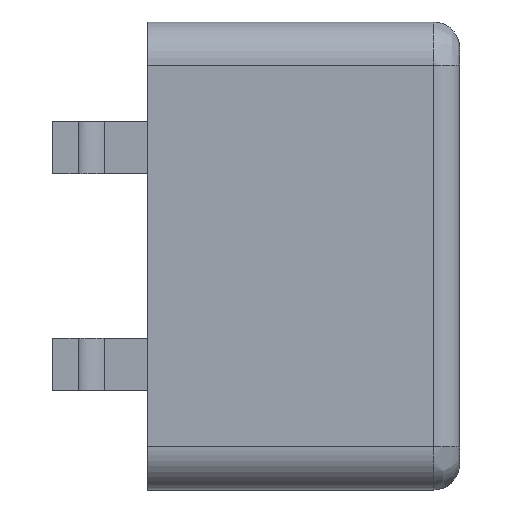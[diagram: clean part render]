
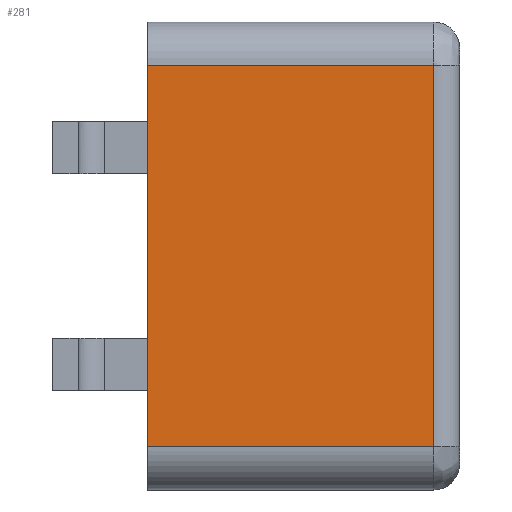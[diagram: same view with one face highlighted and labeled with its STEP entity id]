
A CAD part, left-side view. The second image highlights one B-rep face of the part: STEP entity #281.
In plain terms, the highlighted free-form (B-spline) face has degree [1, 1] with [2, 2] control points.
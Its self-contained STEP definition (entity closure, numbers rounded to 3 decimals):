
#281 = ADVANCED_FACE('',(#282),#312,.F.);
#282 = FACE_BOUND('',#283,.T.);
#283 = EDGE_LOOP('',(#284,#293,#300,#307));
#284 = ORIENTED_EDGE('',*,*,#285,.T.);
#285 = EDGE_CURVE('',#286,#288,#290,.T.);
#286 = VERTEX_POINT('',#287);
#287 = CARTESIAN_POINT('',(-4.238,2.09,
    -2.554));
#288 = VERTEX_POINT('',#289);
#289 = CARTESIAN_POINT('',(-4.238,-1.742,
    -2.554));
#290 = B_SPLINE_CURVE_WITH_KNOTS('',1,(#291,#292),.UNSPECIFIED.,.F.,.F.,
  (2,2),(0.,3.3),.PIECEWISE_BEZIER_KNOTS.);
#291 = CARTESIAN_POINT('',(-4.238,2.09,
    -2.554));
#292 = CARTESIAN_POINT('',(-4.238,-1.742,
    -2.554));
#293 = ORIENTED_EDGE('',*,*,#294,.T.);
#294 = EDGE_CURVE('',#288,#295,#297,.T.);
#295 = VERTEX_POINT('',#296);
#296 = CARTESIAN_POINT('',(-4.238,-1.742,
    2.554));
#297 = B_SPLINE_CURVE_WITH_KNOTS('',1,(#298,#299),.UNSPECIFIED.,.F.,.F.,
  (2,2),(0.5,4.9),.PIECEWISE_BEZIER_KNOTS.);
#298 = CARTESIAN_POINT('',(-4.238,-1.742,
    -2.554));
#299 = CARTESIAN_POINT('',(-4.238,-1.742,
    2.554));
#300 = ORIENTED_EDGE('',*,*,#301,.T.);
#301 = EDGE_CURVE('',#295,#302,#304,.T.);
#302 = VERTEX_POINT('',#303);
#303 = CARTESIAN_POINT('',(-4.238,2.09,2.554
    ));
#304 = B_SPLINE_CURVE_WITH_KNOTS('',1,(#305,#306),.UNSPECIFIED.,.F.,.F.,
  (2,2),(-3.3,0.),.PIECEWISE_BEZIER_KNOTS.);
#305 = CARTESIAN_POINT('',(-4.238,-1.742,
    2.554));
#306 = CARTESIAN_POINT('',(-4.238,2.09,2.554
    ));
#307 = ORIENTED_EDGE('',*,*,#308,.F.);
#308 = EDGE_CURVE('',#286,#302,#309,.T.);
#309 = B_SPLINE_CURVE_WITH_KNOTS('',1,(#310,#311),.UNSPECIFIED.,.F.,.F.,
  (2,2),(0.5,4.9),.PIECEWISE_BEZIER_KNOTS.);
#310 = CARTESIAN_POINT('',(-4.238,2.09,
    -2.554));
#311 = CARTESIAN_POINT('',(-4.238,2.09,2.554
    ));
#312 = B_SPLINE_SURFACE_WITH_KNOTS('',1,1,(
    (#313,#314)
    ,(#315,#316
    )),.UNSPECIFIED.,.F.,.F.,.F.,(2,2),(2,2),(-4.9,-0.5),(-3.3,0.),
  .PIECEWISE_BEZIER_KNOTS.);
#313 = CARTESIAN_POINT('',(-4.238,-1.742,
    2.554));
#314 = CARTESIAN_POINT('',(-4.238,2.09,2.554
    ));
#315 = CARTESIAN_POINT('',(-4.238,-1.742,
    -2.554));
#316 = CARTESIAN_POINT('',(-4.238,2.09,
    -2.554));
